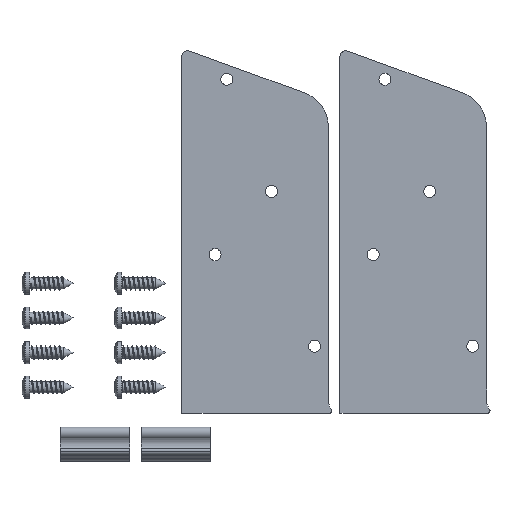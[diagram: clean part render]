
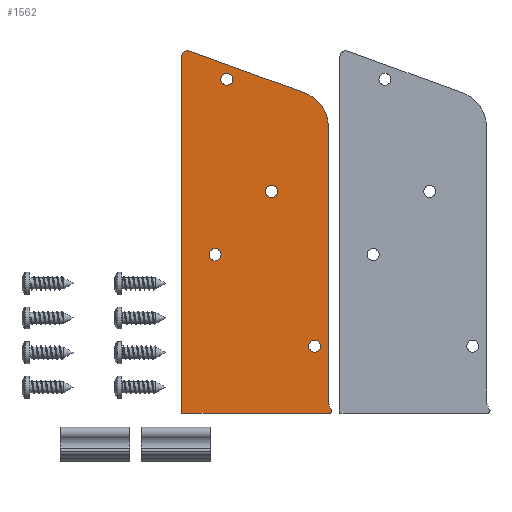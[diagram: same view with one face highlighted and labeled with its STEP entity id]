
A CAD part, top view. The second image highlights one B-rep face of the part: STEP entity #1562.
In plain terms, the highlighted planar face has unit normal (0, 0, 1).
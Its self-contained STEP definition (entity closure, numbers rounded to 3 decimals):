
#128=FACE_BOUND('',#310,.T.);
#129=FACE_BOUND('',#311,.T.);
#130=FACE_BOUND('',#312,.T.);
#131=FACE_BOUND('',#313,.T.);
#148=PLANE('',#1781);
#221=FACE_OUTER_BOUND('',#309,.T.);
#309=EDGE_LOOP('',(#1218,#1219,#1220,#1221,#1222,#1223,#1224,#1225,#1226));
#310=EDGE_LOOP('',(#1227,#1228));
#311=EDGE_LOOP('',(#1229,#1230));
#312=EDGE_LOOP('',(#1231,#1232));
#313=EDGE_LOOP('',(#1233,#1234));
#421=LINE('',#2557,#521);
#422=LINE('',#2561,#522);
#423=LINE('',#2565,#523);
#424=LINE('',#2569,#524);
#425=LINE('',#2572,#525);
#521=VECTOR('',#2103,10.);
#522=VECTOR('',#2106,10.);
#523=VECTOR('',#2109,10.);
#524=VECTOR('',#2112,10.);
#525=VECTOR('',#2115,10.);
#594=CIRCLE('',#1761,2.6);
#595=CIRCLE('',#1762,2.6);
#597=CIRCLE('',#1765,2.6);
#598=CIRCLE('',#1766,2.6);
#600=CIRCLE('',#1769,2.6);
#601=CIRCLE('',#1770,2.6);
#603=CIRCLE('',#1773,2.6);
#604=CIRCLE('',#1774,2.6);
#610=CIRCLE('',#1782,1.);
#611=CIRCLE('',#1783,5.);
#612=CIRCLE('',#1784,16.);
#613=CIRCLE('',#1785,2.5);
#701=VERTEX_POINT('',#2504);
#702=VERTEX_POINT('',#2505);
#704=VERTEX_POINT('',#2512);
#705=VERTEX_POINT('',#2513);
#707=VERTEX_POINT('',#2520);
#708=VERTEX_POINT('',#2521);
#710=VERTEX_POINT('',#2528);
#711=VERTEX_POINT('',#2529);
#722=VERTEX_POINT('',#2555);
#723=VERTEX_POINT('',#2556);
#724=VERTEX_POINT('',#2558);
#725=VERTEX_POINT('',#2560);
#726=VERTEX_POINT('',#2562);
#727=VERTEX_POINT('',#2564);
#728=VERTEX_POINT('',#2566);
#729=VERTEX_POINT('',#2568);
#730=VERTEX_POINT('',#2570);
#880=EDGE_CURVE('',#701,#702,#594,.T.);
#881=EDGE_CURVE('',#702,#701,#595,.T.);
#884=EDGE_CURVE('',#704,#705,#597,.T.);
#885=EDGE_CURVE('',#705,#704,#598,.T.);
#888=EDGE_CURVE('',#707,#708,#600,.T.);
#889=EDGE_CURVE('',#708,#707,#601,.T.);
#892=EDGE_CURVE('',#710,#711,#603,.T.);
#893=EDGE_CURVE('',#711,#710,#604,.T.);
#905=EDGE_CURVE('',#722,#723,#421,.T.);
#906=EDGE_CURVE('',#724,#722,#610,.T.);
#907=EDGE_CURVE('',#725,#724,#422,.T.);
#908=EDGE_CURVE('',#726,#725,#611,.T.);
#909=EDGE_CURVE('',#727,#726,#423,.T.);
#910=EDGE_CURVE('',#728,#727,#612,.T.);
#911=EDGE_CURVE('',#729,#728,#424,.T.);
#912=EDGE_CURVE('',#730,#729,#613,.T.);
#913=EDGE_CURVE('',#723,#730,#425,.T.);
#1218=ORIENTED_EDGE('',*,*,#905,.F.);
#1219=ORIENTED_EDGE('',*,*,#906,.F.);
#1220=ORIENTED_EDGE('',*,*,#907,.F.);
#1221=ORIENTED_EDGE('',*,*,#908,.F.);
#1222=ORIENTED_EDGE('',*,*,#909,.F.);
#1223=ORIENTED_EDGE('',*,*,#910,.F.);
#1224=ORIENTED_EDGE('',*,*,#911,.F.);
#1225=ORIENTED_EDGE('',*,*,#912,.F.);
#1226=ORIENTED_EDGE('',*,*,#913,.F.);
#1227=ORIENTED_EDGE('',*,*,#880,.T.);
#1228=ORIENTED_EDGE('',*,*,#881,.T.);
#1229=ORIENTED_EDGE('',*,*,#884,.T.);
#1230=ORIENTED_EDGE('',*,*,#885,.T.);
#1231=ORIENTED_EDGE('',*,*,#888,.T.);
#1232=ORIENTED_EDGE('',*,*,#889,.T.);
#1233=ORIENTED_EDGE('',*,*,#892,.T.);
#1234=ORIENTED_EDGE('',*,*,#893,.T.);
#1562=ADVANCED_FACE('',(#221,#128,#129,#130,#131),#148,.T.);
#1761=AXIS2_PLACEMENT_3D('',#2506,#2052,#2053);
#1762=AXIS2_PLACEMENT_3D('',#2507,#2054,#2055);
#1765=AXIS2_PLACEMENT_3D('',#2514,#2061,#2062);
#1766=AXIS2_PLACEMENT_3D('',#2515,#2063,#2064);
#1769=AXIS2_PLACEMENT_3D('',#2522,#2070,#2071);
#1770=AXIS2_PLACEMENT_3D('',#2523,#2072,#2073);
#1773=AXIS2_PLACEMENT_3D('',#2530,#2079,#2080);
#1774=AXIS2_PLACEMENT_3D('',#2531,#2081,#2082);
#1781=AXIS2_PLACEMENT_3D('',#2554,#2101,#2102);
#1782=AXIS2_PLACEMENT_3D('',#2559,#2104,#2105);
#1783=AXIS2_PLACEMENT_3D('',#2563,#2107,#2108);
#1784=AXIS2_PLACEMENT_3D('',#2567,#2110,#2111);
#1785=AXIS2_PLACEMENT_3D('',#2571,#2113,#2114);
#2052=DIRECTION('center_axis',(0.,0.,-1.));
#2053=DIRECTION('ref_axis',(1.,0.,0.));
#2054=DIRECTION('center_axis',(0.,0.,-1.));
#2055=DIRECTION('ref_axis',(1.,0.,0.));
#2061=DIRECTION('center_axis',(0.,0.,-1.));
#2062=DIRECTION('ref_axis',(1.,0.,0.));
#2063=DIRECTION('center_axis',(0.,0.,-1.));
#2064=DIRECTION('ref_axis',(1.,0.,0.));
#2070=DIRECTION('center_axis',(0.,0.,-1.));
#2071=DIRECTION('ref_axis',(1.,0.,0.));
#2072=DIRECTION('center_axis',(0.,0.,-1.));
#2073=DIRECTION('ref_axis',(1.,0.,0.));
#2079=DIRECTION('center_axis',(0.,0.,-1.));
#2080=DIRECTION('ref_axis',(1.,0.,0.));
#2081=DIRECTION('center_axis',(0.,0.,-1.));
#2082=DIRECTION('ref_axis',(1.,0.,0.));
#2101=DIRECTION('center_axis',(0.,0.,1.));
#2102=DIRECTION('ref_axis',(1.,0.,0.));
#2103=DIRECTION('',(-1.,0.,0.));
#2104=DIRECTION('center_axis',(0.,0.,-1.));
#2105=DIRECTION('ref_axis',(-0.866,-0.5,0.));
#2106=DIRECTION('',(0.5,-0.866,0.));
#2107=DIRECTION('center_axis',(0.,0.,1.));
#2108=DIRECTION('ref_axis',(1.,0.,0.));
#2109=DIRECTION('',(0.,-1.,0.));
#2110=DIRECTION('center_axis',(0.,0.,-1.));
#2111=DIRECTION('ref_axis',(1.,0.,0.));
#2112=DIRECTION('',(0.94,-0.342,0.));
#2113=DIRECTION('center_axis',(0.,0.,-1.));
#2114=DIRECTION('ref_axis',(0.342,0.94,0.));
#2115=DIRECTION('',(0.,1.,0.));
#2504=CARTESIAN_POINT('',(-28.039,69.004,2.));
#2505=CARTESIAN_POINT('',(-33.239,69.004,2.));
#2506=CARTESIAN_POINT('Origin',(-30.639,69.004,2.));
#2507=CARTESIAN_POINT('Origin',(-30.639,69.004,2.));
#2512=CARTESIAN_POINT('',(9.961,-46.584,2.));
#2513=CARTESIAN_POINT('',(4.761,-46.584,2.));
#2514=CARTESIAN_POINT('Origin',(7.361,-46.584,2.));
#2515=CARTESIAN_POINT('Origin',(7.361,-46.584,2.));
#2520=CARTESIAN_POINT('',(-33.189,-6.934,2.));
#2521=CARTESIAN_POINT('',(-38.389,-6.934,2.));
#2522=CARTESIAN_POINT('Origin',(-35.789,-6.934,2.));
#2523=CARTESIAN_POINT('Origin',(-35.789,-6.934,2.));
#2528=CARTESIAN_POINT('',(-8.689,20.466,2.));
#2529=CARTESIAN_POINT('',(-13.889,20.466,2.));
#2530=CARTESIAN_POINT('Origin',(-11.289,20.466,2.));
#2531=CARTESIAN_POINT('Origin',(-11.289,20.466,2.));
#2554=CARTESIAN_POINT('Origin',(-20.096,-2.461,2.));
#2555=CARTESIAN_POINT('',(13.861,-75.584,2.));
#2556=CARTESIAN_POINT('',(-50.139,-75.584,2.));
#2557=CARTESIAN_POINT('',(-50.139,-75.584,2.));
#2558=CARTESIAN_POINT('',(14.727,-74.084,2.));
#2559=CARTESIAN_POINT('Origin',(13.861,-74.584,2.));
#2560=CARTESIAN_POINT('',(14.031,-72.878,2.));
#2561=CARTESIAN_POINT('',(14.727,-74.084,2.));
#2562=CARTESIAN_POINT('',(13.361,-70.378,2.));
#2563=CARTESIAN_POINT('Origin',(18.361,-70.378,2.));
#2564=CARTESIAN_POINT('',(13.361,48.171,2.));
#2565=CARTESIAN_POINT('',(13.361,-70.378,2.));
#2566=CARTESIAN_POINT('',(2.833,63.206,2.));
#2567=CARTESIAN_POINT('Origin',(-2.639,48.171,2.));
#2568=CARTESIAN_POINT('',(-46.784,81.265,2.));
#2569=CARTESIAN_POINT('',(2.833,63.206,2.));
#2570=CARTESIAN_POINT('',(-50.139,78.916,2.));
#2571=CARTESIAN_POINT('Origin',(-47.639,78.916,2.));
#2572=CARTESIAN_POINT('',(-50.139,78.916,2.));
